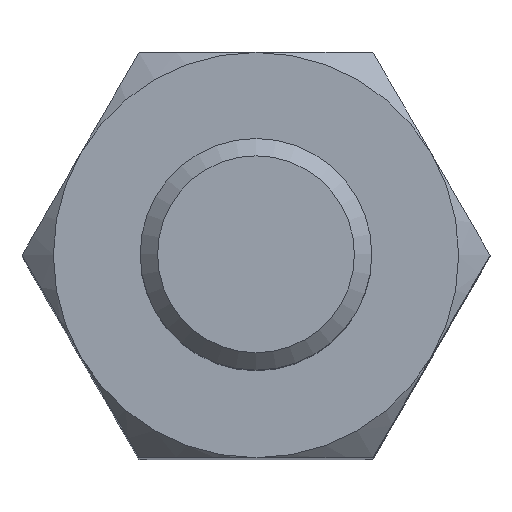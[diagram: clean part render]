
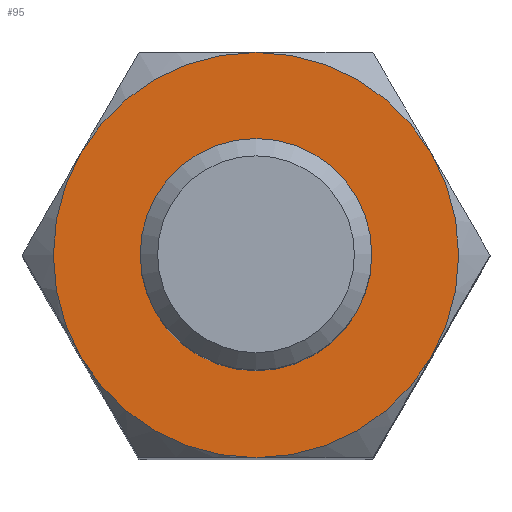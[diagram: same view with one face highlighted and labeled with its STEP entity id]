
A CAD part, top view. The second image highlights one B-rep face of the part: STEP entity #95.
In plain terms, the highlighted planar face has unit normal (0, 0, 1).
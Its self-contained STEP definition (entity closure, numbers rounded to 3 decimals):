
#95 = ADVANCED_FACE( '', ( #204, #205 ), #206, .T. );
#204 = FACE_BOUND( '', #316, .T. );
#205 = FACE_OUTER_BOUND( '', #317, .T. );
#206 = PLANE( '', #318 );
#316 = EDGE_LOOP( '', ( #494 ) );
#317 = EDGE_LOOP( '', ( #495, #496, #497, #498, #499, #500 ) );
#318 = AXIS2_PLACEMENT_3D( '', #501, #502, #503 );
#494 = ORIENTED_EDGE( '', *, *, #615, .T. );
#495 = ORIENTED_EDGE( '', *, *, #650, .F. );
#496 = ORIENTED_EDGE( '', *, *, #619, .F. );
#497 = ORIENTED_EDGE( '', *, *, #584, .F. );
#498 = ORIENTED_EDGE( '', *, *, #648, .T. );
#499 = ORIENTED_EDGE( '', *, *, #598, .F. );
#500 = ORIENTED_EDGE( '', *, *, #625, .F. );
#501 = CARTESIAN_POINT( '', ( 0., 0., 0. ) );
#502 = DIRECTION( '', ( 0., 0., 1. ) );
#503 = DIRECTION( '', ( 1., 0., 0. ) );
#584 = EDGE_CURVE( '', #669, #671, #672, .F. );
#598 = EDGE_CURVE( '', #693, #690, #695, .F. );
#615 = EDGE_CURVE( '', #722, #722, #723, .F. );
#619 = EDGE_CURVE( '', #671, #725, #729, .F. );
#625 = EDGE_CURVE( '', #702, #693, #737, .F. );
#648 = EDGE_CURVE( '', #669, #690, #767, .T. );
#650 = EDGE_CURVE( '', #725, #702, #769, .F. );
#669 = VERTEX_POINT( '', #788 );
#671 = VERTEX_POINT( '', #797 );
#672 = CIRCLE( '', #798, 3.5 );
#690 = VERTEX_POINT( '', #844 );
#693 = VERTEX_POINT( '', #852 );
#695 = CIRCLE( '', #861, 3.5 );
#702 = VERTEX_POINT( '', #876 );
#722 = VERTEX_POINT( '', #936 );
#723 = CIRCLE( '', #937, 1.85 );
#725 = VERTEX_POINT( '', #939 );
#729 = CIRCLE( '', #955, 3.5 );
#737 = CIRCLE( '', #963, 3.5 );
#767 = CIRCLE( '', #1012, 3.5 );
#769 = CIRCLE( '', #1014, 3.5 );
#788 = CARTESIAN_POINT( '', ( 0., 3.5, 0. ) );
#797 = CARTESIAN_POINT( '', ( 3.031, 1.75, 0. ) );
#798 = AXIS2_PLACEMENT_3D( '', #1063, #1064, #1065 );
#844 = CARTESIAN_POINT( '', ( -3.031, 1.75, 0. ) );
#852 = CARTESIAN_POINT( '', ( -3.031, -1.75, 0. ) );
#861 = AXIS2_PLACEMENT_3D( '', #1074, #1075, #1076 );
#876 = CARTESIAN_POINT( '', ( 0., -3.5, 0. ) );
#936 = CARTESIAN_POINT( '', ( 1.85, 0., 0. ) );
#937 = AXIS2_PLACEMENT_3D( '', #1086, #1087, #1088 );
#939 = CARTESIAN_POINT( '', ( 3.031, -1.75, 0. ) );
#955 = AXIS2_PLACEMENT_3D( '', #1089, #1090, #1091 );
#963 = AXIS2_PLACEMENT_3D( '', #1098, #1099, #1100 );
#1012 = AXIS2_PLACEMENT_3D( '', #1131, #1132, #1133 );
#1014 = AXIS2_PLACEMENT_3D( '', #1134, #1135, #1136 );
#1063 = CARTESIAN_POINT( '', ( 0., 0., 0. ) );
#1064 = DIRECTION( '', ( 0., 0., 1. ) );
#1065 = DIRECTION( '', ( 1., 0., 0. ) );
#1074 = CARTESIAN_POINT( '', ( 0., 0., 0. ) );
#1075 = DIRECTION( '', ( 0., 0., 1. ) );
#1076 = DIRECTION( '', ( 1., 0., 0. ) );
#1086 = CARTESIAN_POINT( '', ( 0., 0., 0. ) );
#1087 = DIRECTION( '', ( 0., 0., 1. ) );
#1088 = DIRECTION( '', ( 1., 0., 0. ) );
#1089 = CARTESIAN_POINT( '', ( 0., 0., 0. ) );
#1090 = DIRECTION( '', ( 0., 0., 1. ) );
#1091 = DIRECTION( '', ( 1., 0., 0. ) );
#1098 = CARTESIAN_POINT( '', ( 0., 0., 0. ) );
#1099 = DIRECTION( '', ( 0., 0., 1. ) );
#1100 = DIRECTION( '', ( 1., 0., 0. ) );
#1131 = CARTESIAN_POINT( '', ( 0., 0., 0. ) );
#1132 = DIRECTION( '', ( 0., 0., 1. ) );
#1133 = DIRECTION( '', ( 1., 0., 0. ) );
#1134 = CARTESIAN_POINT( '', ( 0., 0., 0. ) );
#1135 = DIRECTION( '', ( 0., 0., 1. ) );
#1136 = DIRECTION( '', ( 1., 0., 0. ) );
